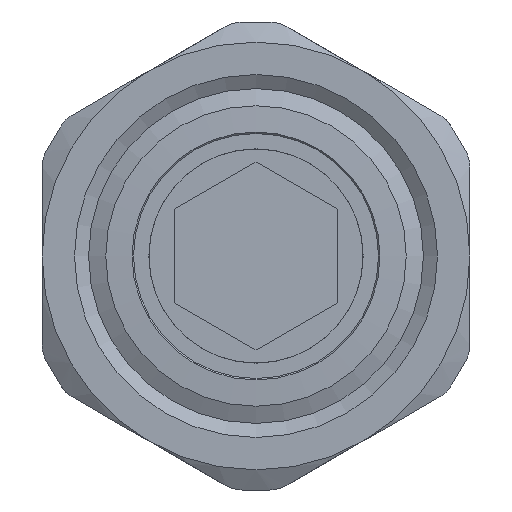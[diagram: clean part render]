
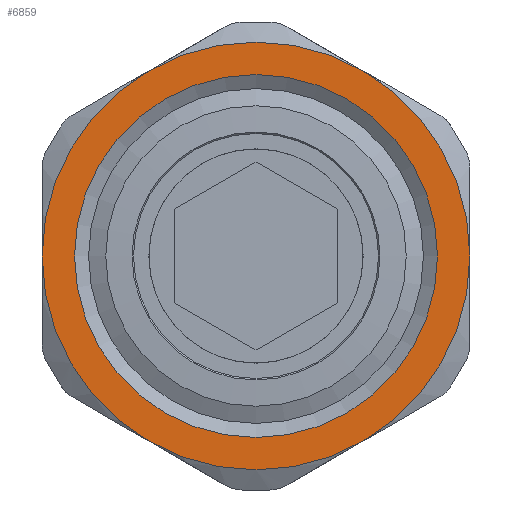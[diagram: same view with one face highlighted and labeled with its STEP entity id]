
A CAD part, front view. The second image highlights one B-rep face of the part: STEP entity #6859.
In plain terms, the highlighted planar face has unit normal (0, -1, 0).
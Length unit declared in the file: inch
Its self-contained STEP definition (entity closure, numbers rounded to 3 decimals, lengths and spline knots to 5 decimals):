
#651=FACE_BOUND('',#1534,.T.);
#724=PLANE('',#7596);
#1100=FACE_OUTER_BOUND('',#1533,.T.);
#1533=EDGE_LOOP('',(#5649,#5650,#5651,#5652,#5653,#5654));
#1534=EDGE_LOOP('',(#5655));
#2387=CIRCLE('',#7541,0.7);
#2395=CIRCLE('',#7585,0.825);
#2396=CIRCLE('',#7587,0.825);
#2397=CIRCLE('',#7589,0.825);
#2398=CIRCLE('',#7591,0.825);
#2399=CIRCLE('',#7593,0.825);
#2400=CIRCLE('',#7595,0.825);
#2874=VERTEX_POINT('',#15149);
#2910=VERTEX_POINT('',#15399);
#2914=VERTEX_POINT('',#15417);
#2916=VERTEX_POINT('',#15427);
#2919=VERTEX_POINT('',#15448);
#2924=VERTEX_POINT('',#15482);
#2928=VERTEX_POINT('',#15522);
#3756=EDGE_CURVE('',#2874,#2874,#2387,.T.);
#3849=EDGE_CURVE('',#2928,#2910,#2395,.T.);
#3850=EDGE_CURVE('',#2914,#2928,#2396,.T.);
#3851=EDGE_CURVE('',#2924,#2914,#2397,.T.);
#3852=EDGE_CURVE('',#2919,#2924,#2398,.T.);
#3853=EDGE_CURVE('',#2916,#2919,#2399,.T.);
#3854=EDGE_CURVE('',#2910,#2916,#2400,.T.);
#5649=ORIENTED_EDGE('',*,*,#3851,.T.);
#5650=ORIENTED_EDGE('',*,*,#3850,.T.);
#5651=ORIENTED_EDGE('',*,*,#3849,.T.);
#5652=ORIENTED_EDGE('',*,*,#3854,.T.);
#5653=ORIENTED_EDGE('',*,*,#3853,.T.);
#5654=ORIENTED_EDGE('',*,*,#3852,.T.);
#5655=ORIENTED_EDGE('',*,*,#3756,.T.);
#6859=ADVANCED_FACE('',(#1100,#651),#724,.T.);
#7541=AXIS2_PLACEMENT_3D('',#15151,#9018,#9019);
#7585=AXIS2_PLACEMENT_3D('',#15577,#9131,#9132);
#7587=AXIS2_PLACEMENT_3D('',#15579,#9135,#9136);
#7589=AXIS2_PLACEMENT_3D('',#15581,#9139,#9140);
#7591=AXIS2_PLACEMENT_3D('',#15583,#9143,#9144);
#7593=AXIS2_PLACEMENT_3D('',#15585,#9147,#9148);
#7595=AXIS2_PLACEMENT_3D('',#15587,#9151,#9152);
#7596=AXIS2_PLACEMENT_3D('',#15588,#9153,#9154);
#9018=DIRECTION('center_axis',(0.,1.,0.));
#9019=DIRECTION('ref_axis',(1.,0.,0.));
#9131=DIRECTION('center_axis',(0.,-1.,0.));
#9132=DIRECTION('ref_axis',(1.,0.,0.));
#9135=DIRECTION('center_axis',(0.,-1.,0.));
#9136=DIRECTION('ref_axis',(1.,0.,0.));
#9139=DIRECTION('center_axis',(0.,-1.,0.));
#9140=DIRECTION('ref_axis',(1.,0.,0.));
#9143=DIRECTION('center_axis',(0.,-1.,0.));
#9144=DIRECTION('ref_axis',(1.,0.,0.));
#9147=DIRECTION('center_axis',(0.,-1.,0.));
#9148=DIRECTION('ref_axis',(1.,0.,0.));
#9151=DIRECTION('center_axis',(0.,-1.,0.));
#9152=DIRECTION('ref_axis',(1.,0.,0.));
#9153=DIRECTION('center_axis',(0.,-1.,0.));
#9154=DIRECTION('ref_axis',(0.,0.,-1.));
#15149=CARTESIAN_POINT('',(-0.7,-2.07976,0.));
#15151=CARTESIAN_POINT('Origin',(0.,-2.07976,0.));
#15399=CARTESIAN_POINT('',(0.4125,-2.07976,-0.71447));
#15417=CARTESIAN_POINT('',(-0.825,-2.07976,0.));
#15427=CARTESIAN_POINT('',(0.825,-2.07976,0.));
#15448=CARTESIAN_POINT('',(0.4125,-2.07976,0.71447));
#15482=CARTESIAN_POINT('',(-0.4125,-2.07976,0.71447));
#15522=CARTESIAN_POINT('',(-0.4125,-2.07976,-0.71447));
#15577=CARTESIAN_POINT('Origin',(0.,-2.07976,0.));
#15579=CARTESIAN_POINT('Origin',(0.,-2.07976,0.));
#15581=CARTESIAN_POINT('Origin',(0.,-2.07976,0.));
#15583=CARTESIAN_POINT('Origin',(0.,-2.07976,0.));
#15585=CARTESIAN_POINT('Origin',(0.,-2.07976,0.));
#15587=CARTESIAN_POINT('Origin',(0.,-2.07976,0.));
#15588=CARTESIAN_POINT('Origin',(0.,-2.07976,
0.));
